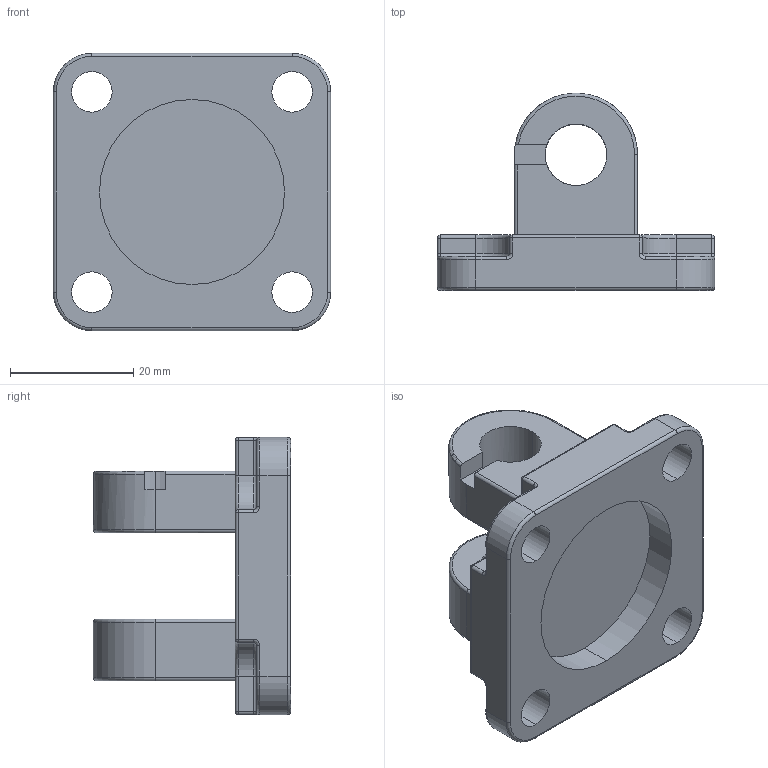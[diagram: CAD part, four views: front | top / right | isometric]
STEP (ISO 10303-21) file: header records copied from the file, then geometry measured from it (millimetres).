
FILE_DESCRIPTION (( 'STEP AP214' ), '1' );
FILE_NAME ('RD001513.STEP', '2018-09-10T07:00:35', ( '' ), ( '' ), 'SwSTEP 2.0', 'SolidWorks 2018', '' );
FILE_SCHEMA (( 'AUTOMOTIVE_DESIGN' ));
Length unit declared in the file: millimetre
Products named in the file (1): RD001513
Bounding box: 45 x 32 x 45 mm (x, y, z)
Volume: 18050.3 mm3; surface area: 8839.4 mm2
Topology: 1 solids, 1 shells, 139 faces, 337 edges, 193 vertices
Faces by surface type: cylinder 73, plane 30, torus 28, sphere 8
Entity records: 4061 total; most frequent: DIRECTION 781, CARTESIAN_POINT 687, ORIENTED_EDGE 658, EDGE_CURVE 329, AXIS2_PLACEMENT_3D 317, VERTEX_POINT 193, CIRCLE 177, EDGE_LOOP 152
